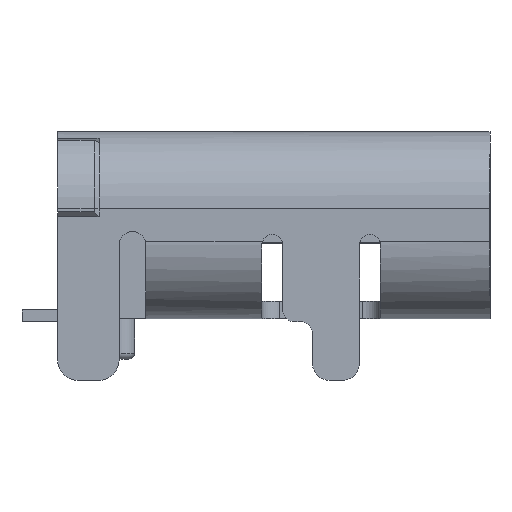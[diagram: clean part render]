
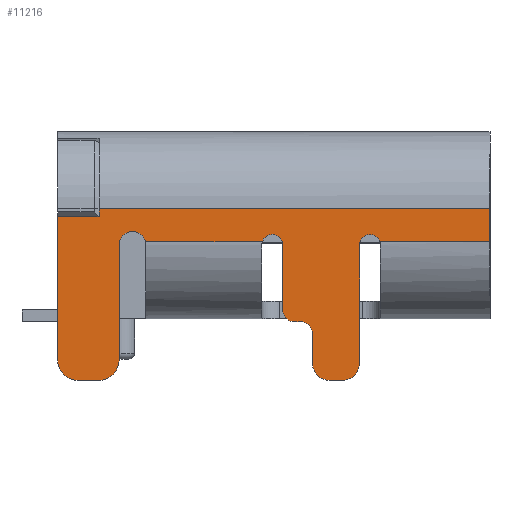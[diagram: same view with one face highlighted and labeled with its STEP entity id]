
A CAD part, left-side view. The second image highlights one B-rep face of the part: STEP entity #11216.
In plain terms, the highlighted planar face has unit normal (-1, 0, 0).
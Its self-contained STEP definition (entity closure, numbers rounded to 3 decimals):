
#4839 = VERTEX_POINT('',#4840);
#4840 = CARTESIAN_POINT('',(0.,7.3,-0.69));
#4846 = EDGE_CURVE('',#4847,#4839,#4849,.T.);
#4847 = VERTEX_POINT('',#4848);
#4848 = CARTESIAN_POINT('',(0.,7.3,1.725));
#4849 = LINE('',#4850,#4851);
#4850 = CARTESIAN_POINT('',(0.,7.3,1.3));
#4851 = VECTOR('',#4852,1.);
#4852 = DIRECTION('',(0.,0.,-1.));
#5681 = EDGE_CURVE('',#5682,#4839,#5684,.T.);
#5682 = VERTEX_POINT('',#5683);
#5683 = CARTESIAN_POINT('',(0.,6.95,-1.04));
#5684 = CIRCLE('',#5685,0.35);
#5685 = AXIS2_PLACEMENT_3D('',#5686,#5687,#5688);
#5686 = CARTESIAN_POINT('',(0.,6.95,-0.69));
#5687 = DIRECTION('',(1.,0.,0.));
#5688 = DIRECTION('',(0.,1.,0.));
#5709 = VERTEX_POINT('',#5710);
#5710 = CARTESIAN_POINT('',(0.,6.61,-1.04));
#5716 = EDGE_CURVE('',#5682,#5709,#5717,.T.);
#5717 = LINE('',#5718,#5719);
#5718 = CARTESIAN_POINT('',(0.,6.95,-1.04));
#5719 = VECTOR('',#5720,1.);
#5720 = DIRECTION('',(0.,-1.,0.));
#5730 = EDGE_CURVE('',#5731,#5709,#5733,.T.);
#5731 = VERTEX_POINT('',#5732);
#5732 = CARTESIAN_POINT('',(0.,6.26,-0.69));
#5733 = CIRCLE('',#5734,0.35);
#5734 = AXIS2_PLACEMENT_3D('',#5735,#5736,#5737);
#5735 = CARTESIAN_POINT('',(0.,6.61,-0.69));
#5736 = DIRECTION('',(1.,0.,0.));
#5737 = DIRECTION('',(0.,1.,0.));
#5759 = VERTEX_POINT('',#5760);
#5760 = CARTESIAN_POINT('',(0.,6.26,1.25));
#5766 = EDGE_CURVE('',#5731,#5759,#5767,.T.);
#5767 = LINE('',#5768,#5769);
#5768 = CARTESIAN_POINT('',(0.,6.26,-0.69));
#5769 = VECTOR('',#5770,1.);
#5770 = DIRECTION('',(0.,0.,1.));
#5781 = EDGE_CURVE('',#5759,#5782,#5784,.T.);
#5782 = VERTEX_POINT('',#5783);
#5783 = CARTESIAN_POINT('',(0.,6.254,1.3));
#5784 = CIRCLE('',#5785,0.225);
#5785 = AXIS2_PLACEMENT_3D('',#5786,#5787,#5788);
#5786 = CARTESIAN_POINT('',(0.,6.035,1.25));
#5787 = DIRECTION('',(1.,0.,0.));
#5788 = DIRECTION('',(0.,1.,0.));
#5790 = EDGE_CURVE('',#5782,#5791,#5793,.T.);
#5791 = VERTEX_POINT('',#5792);
#5792 = CARTESIAN_POINT('',(0.,5.816,1.3));
#5793 = CIRCLE('',#5794,0.225);
#5794 = AXIS2_PLACEMENT_3D('',#5795,#5796,#5797);
#5795 = CARTESIAN_POINT('',(0.,6.035,1.25));
#5796 = DIRECTION('',(1.,0.,0.));
#5797 = DIRECTION('',(0.,1.,0.));
#5843 = EDGE_CURVE('',#5791,#5844,#5846,.T.);
#5844 = VERTEX_POINT('',#5845);
#5845 = CARTESIAN_POINT('',(0.,3.843,1.3));
#5846 = LINE('',#5847,#5848);
#5847 = CARTESIAN_POINT('',(0.,7.3,1.3));
#5848 = VECTOR('',#5849,1.);
#5849 = DIRECTION('',(0.,-1.,0.));
#5957 = VERTEX_POINT('',#5958);
#5958 = CARTESIAN_POINT('',(0.,0.,1.86));
#5965 = EDGE_CURVE('',#5966,#5957,#5968,.T.);
#5966 = VERTEX_POINT('',#5967);
#5967 = CARTESIAN_POINT('',(0.,0.,1.3));
#5968 = LINE('',#5969,#5970);
#5969 = CARTESIAN_POINT('',(0.,0.,1.3));
#5970 = VECTOR('',#5971,1.);
#5971 = DIRECTION('',(0.,0.,1.));
#6073 = EDGE_CURVE('',#6074,#5966,#6076,.T.);
#6074 = VERTEX_POINT('',#6075);
#6075 = CARTESIAN_POINT('',(0.,1.857,1.3));
#6076 = LINE('',#6077,#6078);
#6077 = CARTESIAN_POINT('',(0.,7.3,1.3));
#6078 = VECTOR('',#6079,1.);
#6079 = DIRECTION('',(0.,-1.,0.));
#11131 = VERTEX_POINT('',#11132);
#11132 = CARTESIAN_POINT('',(0.,6.6,1.86));
#11139 = EDGE_CURVE('',#11131,#5957,#11140,.T.);
#11140 = LINE('',#11141,#11142);
#11141 = CARTESIAN_POINT('',(0.,7.3,1.86));
#11142 = VECTOR('',#11143,1.);
#11143 = DIRECTION('',(0.,-1.,0.));
#11197 = EDGE_CURVE('',#4847,#11198,#11200,.T.);
#11198 = VERTEX_POINT('',#11199);
#11199 = CARTESIAN_POINT('',(0.,6.6,1.725));
#11200 = LINE('',#11201,#11202);
#11201 = CARTESIAN_POINT('',(0.,7.3,1.725));
#11202 = VECTOR('',#11203,1.);
#11203 = DIRECTION('',(-0.,-1.,0.));
#11216 = ADVANCED_FACE('',(#11217),#11347,.T.);
#11217 = FACE_BOUND('',#11218,.T.);
#11218 = EDGE_LOOP('',(#11219,#11220,#11226,#11227,#11228,#11229,#11230,
    #11231,#11232,#11233,#11234,#11235,#11244,#11253,#11261,#11270,
    #11278,#11287,#11295,#11304,#11312,#11321,#11329,#11338,#11345,
    #11346));
#11219 = ORIENTED_EDGE('',*,*,#11139,.F.);
#11220 = ORIENTED_EDGE('',*,*,#11221,.T.);
#11221 = EDGE_CURVE('',#11131,#11198,#11222,.T.);
#11222 = LINE('',#11223,#11224);
#11223 = CARTESIAN_POINT('',(0.,6.6,3.051));
#11224 = VECTOR('',#11225,1.);
#11225 = DIRECTION('',(0.,0.,-1.));
#11226 = ORIENTED_EDGE('',*,*,#11197,.F.);
#11227 = ORIENTED_EDGE('',*,*,#4846,.T.);
#11228 = ORIENTED_EDGE('',*,*,#5681,.F.);
#11229 = ORIENTED_EDGE('',*,*,#5716,.T.);
#11230 = ORIENTED_EDGE('',*,*,#5730,.F.);
#11231 = ORIENTED_EDGE('',*,*,#5766,.T.);
#11232 = ORIENTED_EDGE('',*,*,#5781,.T.);
#11233 = ORIENTED_EDGE('',*,*,#5790,.T.);
#11234 = ORIENTED_EDGE('',*,*,#5843,.T.);
#11235 = ORIENTED_EDGE('',*,*,#11236,.T.);
#11236 = EDGE_CURVE('',#5844,#11237,#11239,.T.);
#11237 = VERTEX_POINT('',#11238);
#11238 = CARTESIAN_POINT('',(0.,3.507,1.3));
#11239 = CIRCLE('',#11240,0.175);
#11240 = AXIS2_PLACEMENT_3D('',#11241,#11242,#11243);
#11241 = CARTESIAN_POINT('',(0.,3.675,1.25));
#11242 = DIRECTION('',(1.,0.,0.));
#11243 = DIRECTION('',(0.,1.,0.));
#11244 = ORIENTED_EDGE('',*,*,#11245,.T.);
#11245 = EDGE_CURVE('',#11237,#11246,#11248,.T.);
#11246 = VERTEX_POINT('',#11247);
#11247 = CARTESIAN_POINT('',(0.,3.5,1.25));
#11248 = CIRCLE('',#11249,0.175);
#11249 = AXIS2_PLACEMENT_3D('',#11250,#11251,#11252);
#11250 = CARTESIAN_POINT('',(0.,3.675,1.25));
#11251 = DIRECTION('',(1.,0.,0.));
#11252 = DIRECTION('',(0.,1.,0.));
#11253 = ORIENTED_EDGE('',*,*,#11254,.F.);
#11254 = EDGE_CURVE('',#11255,#11246,#11257,.T.);
#11255 = VERTEX_POINT('',#11256);
#11256 = CARTESIAN_POINT('',(0.,3.5,0.15));
#11257 = LINE('',#11258,#11259);
#11258 = CARTESIAN_POINT('',(0.,3.5,0.15));
#11259 = VECTOR('',#11260,1.);
#11260 = DIRECTION('',(0.,0.,1.));
#11261 = ORIENTED_EDGE('',*,*,#11262,.F.);
#11262 = EDGE_CURVE('',#11263,#11255,#11265,.T.);
#11263 = VERTEX_POINT('',#11264);
#11264 = CARTESIAN_POINT('',(0.,3.3,-0.05));
#11265 = CIRCLE('',#11266,0.2);
#11266 = AXIS2_PLACEMENT_3D('',#11267,#11268,#11269);
#11267 = CARTESIAN_POINT('',(0.,3.3,0.15));
#11268 = DIRECTION('',(1.,0.,0.));
#11269 = DIRECTION('',(0.,1.,0.));
#11270 = ORIENTED_EDGE('',*,*,#11271,.F.);
#11271 = EDGE_CURVE('',#11272,#11263,#11274,.T.);
#11272 = VERTEX_POINT('',#11273);
#11273 = CARTESIAN_POINT('',(0.,3.2,-0.05));
#11274 = LINE('',#11275,#11276);
#11275 = CARTESIAN_POINT('',(0.,3.2,-0.05));
#11276 = VECTOR('',#11277,1.);
#11277 = DIRECTION('',(0.,1.,0.));
#11278 = ORIENTED_EDGE('',*,*,#11279,.T.);
#11279 = EDGE_CURVE('',#11272,#11280,#11282,.T.);
#11280 = VERTEX_POINT('',#11281);
#11281 = CARTESIAN_POINT('',(0.,3.,-0.25));
#11282 = CIRCLE('',#11283,0.2);
#11283 = AXIS2_PLACEMENT_3D('',#11284,#11285,#11286);
#11284 = CARTESIAN_POINT('',(0.,3.2,-0.25));
#11285 = DIRECTION('',(1.,0.,0.));
#11286 = DIRECTION('',(0.,1.,0.));
#11287 = ORIENTED_EDGE('',*,*,#11288,.F.);
#11288 = EDGE_CURVE('',#11289,#11280,#11291,.T.);
#11289 = VERTEX_POINT('',#11290);
#11290 = CARTESIAN_POINT('',(0.,3.,-0.74));
#11291 = LINE('',#11292,#11293);
#11292 = CARTESIAN_POINT('',(0.,3.,-0.74));
#11293 = VECTOR('',#11294,1.);
#11294 = DIRECTION('',(0.,0.,1.));
#11295 = ORIENTED_EDGE('',*,*,#11296,.F.);
#11296 = EDGE_CURVE('',#11297,#11289,#11299,.T.);
#11297 = VERTEX_POINT('',#11298);
#11298 = CARTESIAN_POINT('',(0.,2.7,-1.04));
#11299 = CIRCLE('',#11300,0.3);
#11300 = AXIS2_PLACEMENT_3D('',#11301,#11302,#11303);
#11301 = CARTESIAN_POINT('',(0.,2.7,-0.74));
#11302 = DIRECTION('',(1.,0.,0.));
#11303 = DIRECTION('',(0.,1.,0.));
#11304 = ORIENTED_EDGE('',*,*,#11305,.F.);
#11305 = EDGE_CURVE('',#11306,#11297,#11308,.T.);
#11306 = VERTEX_POINT('',#11307);
#11307 = CARTESIAN_POINT('',(0.,2.5,-1.04));
#11308 = LINE('',#11309,#11310);
#11309 = CARTESIAN_POINT('',(0.,2.5,-1.04));
#11310 = VECTOR('',#11311,1.);
#11311 = DIRECTION('',(0.,1.,0.));
#11312 = ORIENTED_EDGE('',*,*,#11313,.F.);
#11313 = EDGE_CURVE('',#11314,#11306,#11316,.T.);
#11314 = VERTEX_POINT('',#11315);
#11315 = CARTESIAN_POINT('',(0.,2.2,-0.74));
#11316 = CIRCLE('',#11317,0.3);
#11317 = AXIS2_PLACEMENT_3D('',#11318,#11319,#11320);
#11318 = CARTESIAN_POINT('',(0.,2.5,-0.74));
#11319 = DIRECTION('',(1.,0.,0.));
#11320 = DIRECTION('',(0.,1.,0.));
#11321 = ORIENTED_EDGE('',*,*,#11322,.F.);
#11322 = EDGE_CURVE('',#11323,#11314,#11325,.T.);
#11323 = VERTEX_POINT('',#11324);
#11324 = CARTESIAN_POINT('',(0.,2.2,1.25));
#11325 = LINE('',#11326,#11327);
#11326 = CARTESIAN_POINT('',(0.,2.2,1.25));
#11327 = VECTOR('',#11328,1.);
#11328 = DIRECTION('',(0.,0.,-1.));
#11329 = ORIENTED_EDGE('',*,*,#11330,.T.);
#11330 = EDGE_CURVE('',#11323,#11331,#11333,.T.);
#11331 = VERTEX_POINT('',#11332);
#11332 = CARTESIAN_POINT('',(0.,2.193,1.3));
#11333 = CIRCLE('',#11334,0.175);
#11334 = AXIS2_PLACEMENT_3D('',#11335,#11336,#11337);
#11335 = CARTESIAN_POINT('',(0.,2.025,1.25));
#11336 = DIRECTION('',(1.,0.,0.));
#11337 = DIRECTION('',(0.,1.,0.));
#11338 = ORIENTED_EDGE('',*,*,#11339,.T.);
#11339 = EDGE_CURVE('',#11331,#6074,#11340,.T.);
#11340 = CIRCLE('',#11341,0.175);
#11341 = AXIS2_PLACEMENT_3D('',#11342,#11343,#11344);
#11342 = CARTESIAN_POINT('',(0.,2.025,1.25));
#11343 = DIRECTION('',(1.,0.,0.));
#11344 = DIRECTION('',(0.,1.,0.));
#11345 = ORIENTED_EDGE('',*,*,#6073,.T.);
#11346 = ORIENTED_EDGE('',*,*,#5965,.T.);
#11347 = PLANE('',#11348);
#11348 = AXIS2_PLACEMENT_3D('',#11349,#11350,#11351);
#11349 = CARTESIAN_POINT('',(0.,4.051,0.9));
#11350 = DIRECTION('',(-1.,0.,0.));
#11351 = DIRECTION('',(0.,0.,-1.));
